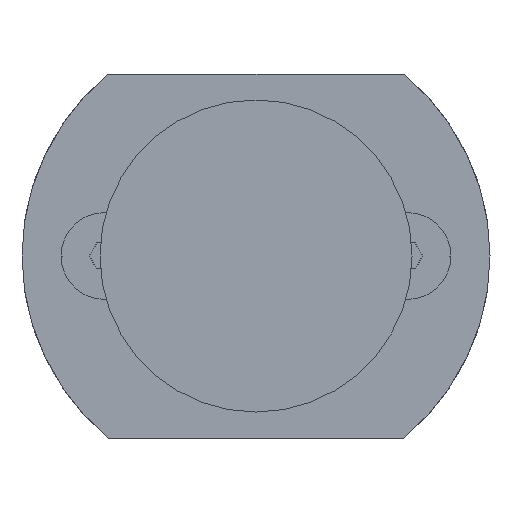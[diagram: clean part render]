
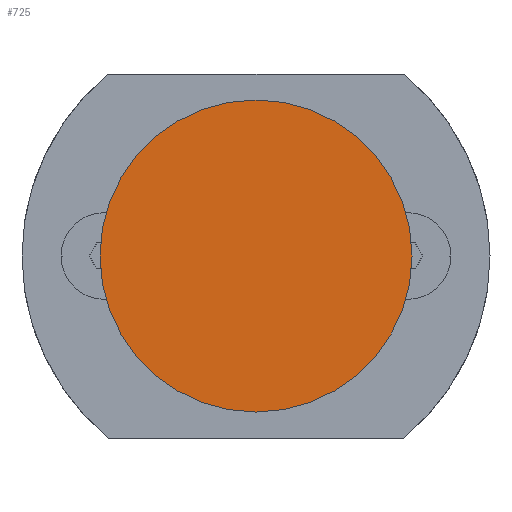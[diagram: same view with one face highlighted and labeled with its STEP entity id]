
A CAD part, front view. The second image highlights one B-rep face of the part: STEP entity #725.
In plain terms, the highlighted planar face has unit normal (0, -1, 0).
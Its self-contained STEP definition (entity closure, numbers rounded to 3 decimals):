
#533=EDGE_CURVE('',#547,#619,#1360,.T.);
#547=VERTEX_POINT('',#1375);
#619=VERTEX_POINT('',#1453);
#695=EDGE_CURVE('',#619,#547,#1540,.T.);
#725=ADVANCED_FACE('',(#1573),#1574,.T.);
#1360=CIRCLE('',#2304,18.0);
#1375=CARTESIAN_POINT('',(-18.0,0.0,0.));
#1453=CARTESIAN_POINT('',(18.0,0.0,0.0));
#1540=CIRCLE('',#2546,18.0);
#1573=FACE_OUTER_BOUND('',#2593,.T.);
#1574=PLANE('',#2594);
#2304=AXIS2_PLACEMENT_3D('',#3484,#3485,#3486);
#2546=AXIS2_PLACEMENT_3D('',#3688,#3689,#3690);
#2593=EDGE_LOOP('',(#3733,#3734));
#2594=AXIS2_PLACEMENT_3D('',#3735,#3736,#3737);
#3484=CARTESIAN_POINT('',(0.0,0.0,0.0));
#3485=DIRECTION('',(0.0,-1.0,0.0));
#3486=DIRECTION('',(1.0,0.0,0.0));
#3688=CARTESIAN_POINT('',(0.0,0.0,0.0));
#3689=DIRECTION('',(0.0,-1.0,0.0));
#3690=DIRECTION('',(1.0,0.0,0.0));
#3733=ORIENTED_EDGE('',*,*,#695,.T.);
#3734=ORIENTED_EDGE('',*,*,#533,.T.);
#3735=CARTESIAN_POINT('',(0.0,0.0,0.0));
#3736=DIRECTION('',(0.0,-1.0,0.0));
#3737=DIRECTION('',(-1.0,0.0,0.0));
